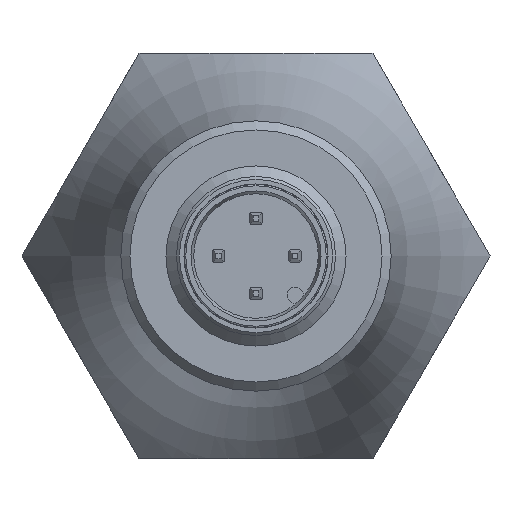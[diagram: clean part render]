
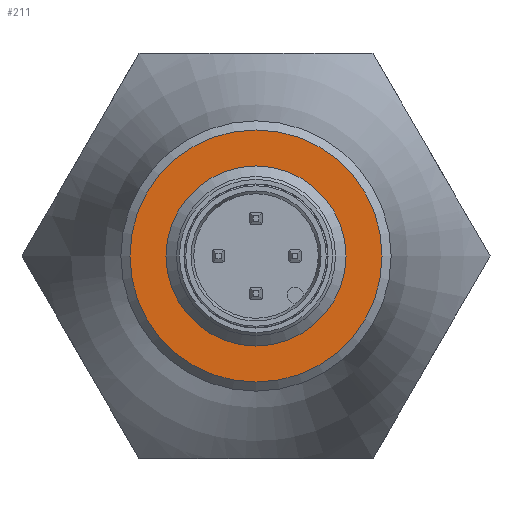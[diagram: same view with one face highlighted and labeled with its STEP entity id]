
A CAD part, front view. The second image highlights one B-rep face of the part: STEP entity #211.
In plain terms, the highlighted planar face has unit normal (0, -1, 0).
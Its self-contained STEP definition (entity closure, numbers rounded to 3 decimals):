
#211 = ADVANCED_FACE( '', ( #502, #503 ), #504, .T. );
#502 = FACE_OUTER_BOUND( '', #886, .T. );
#503 = FACE_BOUND( '', #887, .T. );
#504 = PLANE( '', #888 );
#886 = EDGE_LOOP( '', ( #1425 ) );
#887 = EDGE_LOOP( '', ( #1426 ) );
#888 = AXIS2_PLACEMENT_3D( '', #1427, #1428, #1429 );
#1425 = ORIENTED_EDGE( '', *, *, #2135, .T. );
#1426 = ORIENTED_EDGE( '', *, *, #2162, .T. );
#1427 = CARTESIAN_POINT( '', ( 9., -86.45, 0. ) );
#1428 = DIRECTION( '', ( 0., -1., 0. ) );
#1429 = DIRECTION( '', ( -1., 0., 0. ) );
#2135 = EDGE_CURVE( '', #2553, #2553, #2554, .T. );
#2162 = EDGE_CURVE( '', #2599, #2599, #2600, .F. );
#2553 = VERTEX_POINT( '', #3193 );
#2554 = CIRCLE( '', #3194, 8.4 );
#2599 = VERTEX_POINT( '', #3302 );
#2600 = CIRCLE( '', #3303, 5.9 );
#3193 = CARTESIAN_POINT( '', ( -8.4, -86.45, 0. ) );
#3194 = AXIS2_PLACEMENT_3D( '', #3884, #3885, #3886 );
#3302 = CARTESIAN_POINT( '', ( -5.9, -86.45, 0. ) );
#3303 = AXIS2_PLACEMENT_3D( '', #3908, #3909, #3910 );
#3884 = CARTESIAN_POINT( '', ( 0., -86.45, 0. ) );
#3885 = DIRECTION( '', ( 0., -1., 0. ) );
#3886 = DIRECTION( '', ( -1., 0., 0. ) );
#3908 = CARTESIAN_POINT( '', ( 0., -86.45, 0. ) );
#3909 = DIRECTION( '', ( 0., -1., 0. ) );
#3910 = DIRECTION( '', ( -1., 0., 0. ) );
